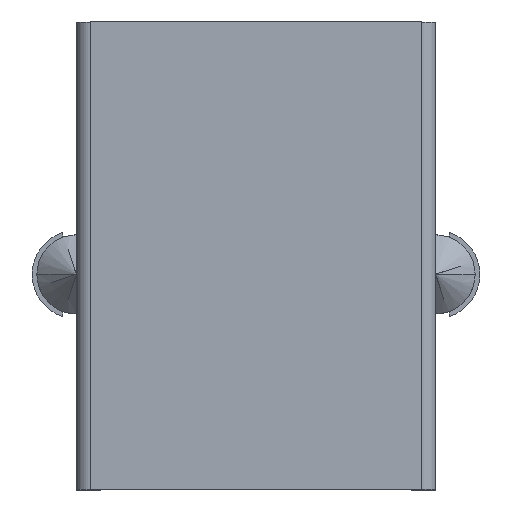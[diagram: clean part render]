
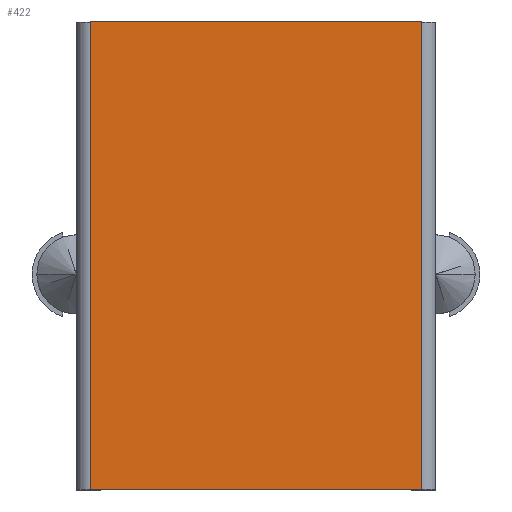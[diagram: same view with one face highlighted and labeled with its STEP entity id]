
A CAD part, top view. The second image highlights one B-rep face of the part: STEP entity #422.
In plain terms, the highlighted planar face has unit normal (0, 0, 1).
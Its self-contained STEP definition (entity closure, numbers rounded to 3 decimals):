
#422=ADVANCED_FACE('',(#896),#897,.T.);
#896=FACE_OUTER_BOUND('',#4994,.T.);
#897=PLANE('',#4995);
#4994=EDGE_LOOP('',(#6310,#6311,#6312,#6313));
#4995=AXIS2_PLACEMENT_3D('',#6314,#6315,#6316);
#6310=ORIENTED_EDGE('',*,*,#7522,.F.);
#6311=ORIENTED_EDGE('',*,*,#7538,.T.);
#6312=ORIENTED_EDGE('',*,*,#7509,.T.);
#6313=ORIENTED_EDGE('',*,*,#7539,.T.);
#6314=CARTESIAN_POINT('',(-5.0,-6.5,7.25));
#6315=DIRECTION('',(0.0,0.0,1.0));
#6316=DIRECTION('',(1.0,-0.0,0.0));
#7509=EDGE_CURVE('',#8557,#8555,#8558,.T.);
#7522=EDGE_CURVE('',#8578,#8580,#8581,.T.);
#7538=EDGE_CURVE('',#8578,#8557,#8600,.F.);
#7539=EDGE_CURVE('',#8555,#8580,#8601,.T.);
#8555=VERTEX_POINT('',#10569);
#8557=VERTEX_POINT('',#10571);
#8558=LINE('',#10572,#10573);
#8578=VERTEX_POINT('',#10602);
#8580=VERTEX_POINT('',#10604);
#8581=LINE('',#10605,#10606);
#8600=LINE('',#10635,#10636);
#8601=LINE('',#10637,#10638);
#10569=CARTESIAN_POINT('',(4.6,-6.5,7.25));
#10571=CARTESIAN_POINT('',(-4.6,-6.5,7.25));
#10572=CARTESIAN_POINT('',(-5.0,-6.5,7.25));
#10573=VECTOR('',#11366,1000.0);
#10602=CARTESIAN_POINT('',(-4.6,6.5,7.25));
#10604=CARTESIAN_POINT('',(4.6,6.5,7.25));
#10605=CARTESIAN_POINT('',(-5.0,6.5,7.25));
#10606=VECTOR('',#11382,1000.0);
#10635=CARTESIAN_POINT('',(-4.6,-6.5,7.25));
#10636=VECTOR('',#11399,1000.0);
#10637=CARTESIAN_POINT('',(4.6,-6.5,7.25));
#10638=VECTOR('',#11400,1000.0);
#11366=DIRECTION('',(1.0,0.0,0.0));
#11382=DIRECTION('',(1.0,0.0,0.0));
#11399=DIRECTION('',(0.0,1.0,0.0));
#11400=DIRECTION('',(0.0,1.0,0.0));
